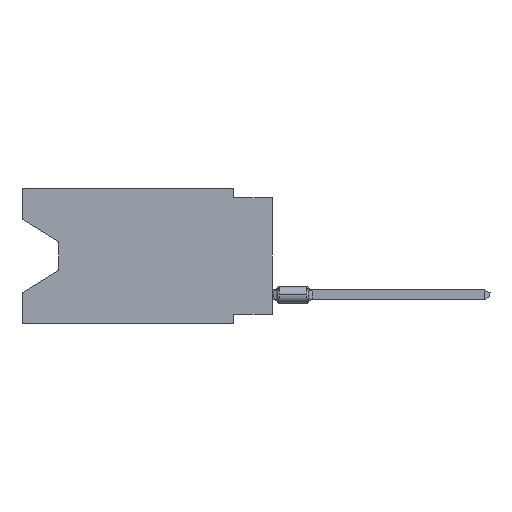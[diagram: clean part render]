
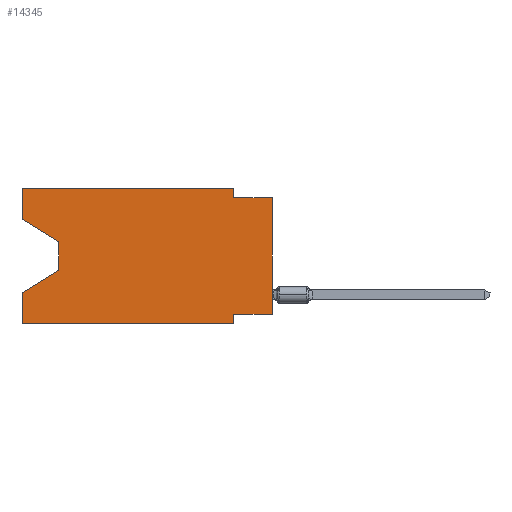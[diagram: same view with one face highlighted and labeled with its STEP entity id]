
A CAD part, left-side view. The second image highlights one B-rep face of the part: STEP entity #14345.
In plain terms, the highlighted planar face has unit normal (-1, 0, 0).
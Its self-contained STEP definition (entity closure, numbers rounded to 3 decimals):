
#18 = CARTESIAN_POINT ( 'NONE',  ( 0., 16.383, 0. ) ) ;
#152 = CARTESIAN_POINT ( 'NONE',  ( 0., 16.383, 0. ) ) ;
#190 = VECTOR ( 'NONE', #9531, 1000. ) ;
#887 = CARTESIAN_POINT ( 'NONE',  ( 0., 16.383, -6.852 ) ) ;
#1003 = CARTESIAN_POINT ( 'NONE',  ( 0., 13.97, -3.505 ) ) ;
#1706 = DIRECTION ( 'NONE',  ( 0., 0., -1. ) ) ;
#2554 = CARTESIAN_POINT ( 'NONE',  ( 0., 0., -0.635 ) ) ;
#3243 = VECTOR ( 'NONE', #27978, 1000. ) ;
#3299 = PLANE ( 'NONE',  #32811 ) ;
#3392 = DIRECTION ( 'NONE',  ( 0., 0.855, -0.519 ) ) ;
#3928 = EDGE_CURVE ( 'NONE', #17504, #12969, #34216, .T. ) ;
#5180 = ORIENTED_EDGE ( 'NONE', *, *, #10258, .F. ) ;
#5539 = EDGE_CURVE ( 'NONE', #34874, #37587, #26868, .T. ) ;
#5727 = CARTESIAN_POINT ( 'NONE',  ( 0., 13.97, -3.505 ) ) ;
#5832 = DIRECTION ( 'NONE',  ( 0., -0.855, -0.519 ) ) ;
#6173 = VERTEX_POINT ( 'NONE', #34482 ) ;
#6379 = ORIENTED_EDGE ( 'NONE', *, *, #11630, .T. ) ;
#7128 = DIRECTION ( 'NONE',  ( 0., -1., 0. ) ) ;
#7475 = EDGE_LOOP ( 'NONE', ( #18331, #6379, #27087, #5180, #26870, #25542, #30550, #9985, #36339, #18041, #27240, #13945 ) ) ;
#9083 = DIRECTION ( 'NONE',  ( 0., 0., -1. ) ) ;
#9531 = DIRECTION ( 'NONE',  ( 0., 0., 1. ) ) ;
#9765 = CARTESIAN_POINT ( 'NONE',  ( 0., 0., -0.635 ) ) ;
#9985 = ORIENTED_EDGE ( 'NONE', *, *, #38907, .T. ) ;
#10053 = CARTESIAN_POINT ( 'NONE',  ( 0., 2.54, -8.89 ) ) ;
#10258 = EDGE_CURVE ( 'NONE', #24981, #34145, #33412, .T. ) ;
#10900 = DIRECTION ( 'NONE',  ( 0., 0., -1. ) ) ;
#10936 = LINE ( 'NONE', #26329, #33222 ) ;
#11323 = DIRECTION ( 'NONE',  ( 0., 0., 1. ) ) ;
#11520 = DIRECTION ( 'NONE',  ( 0., 0., 1. ) ) ;
#11630 = EDGE_CURVE ( 'NONE', #20010, #16774, #26285, .T. ) ;
#12174 = EDGE_CURVE ( 'NONE', #24981, #30727, #30921, .T. ) ;
#12831 = DIRECTION ( 'NONE',  ( 1., 0., 0. ) ) ;
#12969 = VERTEX_POINT ( 'NONE', #26110 ) ;
#13068 = CARTESIAN_POINT ( 'NONE',  ( 0., 16.383, -2.038 ) ) ;
#13084 = CARTESIAN_POINT ( 'NONE',  ( 0., 16.383, 0. ) ) ;
#13597 = VECTOR ( 'NONE', #11520, 1000. ) ;
#13945 = ORIENTED_EDGE ( 'NONE', *, *, #22115, .F. ) ;
#14345 = ADVANCED_FACE ( 'NONE', ( #15787 ), #3299, .F. ) ;
#14668 = DIRECTION ( 'NONE',  ( 0., -1., 0. ) ) ;
#15237 = CARTESIAN_POINT ( 'NONE',  ( 0., 2.54, 0. ) ) ;
#15787 = FACE_OUTER_BOUND ( 'NONE', #7475, .T. ) ;
#15891 = VECTOR ( 'NONE', #5832, 1000. ) ;
#16774 = VERTEX_POINT ( 'NONE', #23678 ) ;
#17090 = EDGE_CURVE ( 'NONE', #12969, #34874, #29424, .T. ) ;
#17504 = VERTEX_POINT ( 'NONE', #38778 ) ;
#18041 = ORIENTED_EDGE ( 'NONE', *, *, #17090, .F. ) ;
#18312 = CARTESIAN_POINT ( 'NONE',  ( 0., 16.383, -2.038 ) ) ;
#18331 = ORIENTED_EDGE ( 'NONE', *, *, #32266, .T. ) ;
#19504 = LINE ( 'NONE', #37475, #30064 ) ;
#19540 = VECTOR ( 'NONE', #3392, 1000. ) ;
#20010 = VERTEX_POINT ( 'NONE', #1003 ) ;
#21376 = EDGE_CURVE ( 'NONE', #32437, #30727, #28985, .T. ) ;
#22115 = EDGE_CURVE ( 'NONE', #29305, #17504, #34218, .T. ) ;
#22282 = DIRECTION ( 'NONE',  ( 0., 1., 0. ) ) ;
#23678 = CARTESIAN_POINT ( 'NONE',  ( 0., 13.97, -5.385 ) ) ;
#24725 = VECTOR ( 'NONE', #14668, 1000. ) ;
#24981 = VERTEX_POINT ( 'NONE', #38715 ) ;
#25542 = ORIENTED_EDGE ( 'NONE', *, *, #21376, .F. ) ;
#25754 = VECTOR ( 'NONE', #10900, 1000. ) ;
#26110 = CARTESIAN_POINT ( 'NONE',  ( 0., 2.54, 0. ) ) ;
#26285 = LINE ( 'NONE', #5727, #25754 ) ;
#26329 = CARTESIAN_POINT ( 'NONE',  ( 0., 0., 0. ) ) ;
#26868 = LINE ( 'NONE', #2554, #24725 ) ;
#26870 = ORIENTED_EDGE ( 'NONE', *, *, #12174, .T. ) ;
#27024 = DIRECTION ( 'NONE',  ( 0., 0., -1. ) ) ;
#27087 = ORIENTED_EDGE ( 'NONE', *, *, #30026, .T. ) ;
#27240 = ORIENTED_EDGE ( 'NONE', *, *, #3928, .F. ) ;
#27379 = LINE ( 'NONE', #18312, #15891 ) ;
#27978 = DIRECTION ( 'NONE',  ( 0., -1., 0. ) ) ;
#28146 = CARTESIAN_POINT ( 'NONE',  ( 0., 2.54, -8.255 ) ) ;
#28985 = LINE ( 'NONE', #10053, #32320 ) ;
#29305 = VERTEX_POINT ( 'NONE', #13068 ) ;
#29424 = LINE ( 'NONE', #15237, #30915 ) ;
#29995 = CARTESIAN_POINT ( 'NONE',  ( 0., 2.54, -8.89 ) ) ;
#30026 = EDGE_CURVE ( 'NONE', #16774, #34145, #31252, .T. ) ;
#30064 = VECTOR ( 'NONE', #22282, 1000. ) ;
#30239 = CARTESIAN_POINT ( 'NONE',  ( 0., 2.54, -0.635 ) ) ;
#30550 = ORIENTED_EDGE ( 'NONE', *, *, #38268, .F. ) ;
#30675 = CARTESIAN_POINT ( 'NONE',  ( 0., 13.97, -5.385 ) ) ;
#30727 = VERTEX_POINT ( 'NONE', #29995 ) ;
#30838 = VECTOR ( 'NONE', #7128, 1000. ) ;
#30915 = VECTOR ( 'NONE', #9083, 1000. ) ;
#30921 = LINE ( 'NONE', #36672, #3243 ) ;
#31226 = CARTESIAN_POINT ( 'NONE',  ( 0., 16.383, 0. ) ) ;
#31252 = LINE ( 'NONE', #30675, #19540 ) ;
#32266 = EDGE_CURVE ( 'NONE', #29305, #20010, #27379, .T. ) ;
#32320 = VECTOR ( 'NONE', #1706, 1000. ) ;
#32437 = VERTEX_POINT ( 'NONE', #28146 ) ;
#32811 = AXIS2_PLACEMENT_3D ( 'NONE', #152, #12831, #27024 ) ;
#33222 = VECTOR ( 'NONE', #11323, 1000. ) ;
#33412 = LINE ( 'NONE', #18, #13597 ) ;
#34145 = VERTEX_POINT ( 'NONE', #887 ) ;
#34216 = LINE ( 'NONE', #13084, #30838 ) ;
#34218 = LINE ( 'NONE', #31226, #190 ) ;
#34482 = CARTESIAN_POINT ( 'NONE',  ( 0., 0., -8.255 ) ) ;
#34874 = VERTEX_POINT ( 'NONE', #30239 ) ;
#36339 = ORIENTED_EDGE ( 'NONE', *, *, #5539, .F. ) ;
#36672 = CARTESIAN_POINT ( 'NONE',  ( 0., 16.383, -8.89 ) ) ;
#37475 = CARTESIAN_POINT ( 'NONE',  ( 0., 0., -8.255 ) ) ;
#37587 = VERTEX_POINT ( 'NONE', #9765 ) ;
#38268 = EDGE_CURVE ( 'NONE', #6173, #32437, #19504, .T. ) ;
#38715 = CARTESIAN_POINT ( 'NONE',  ( 0., 16.383, -8.89 ) ) ;
#38778 = CARTESIAN_POINT ( 'NONE',  ( 0., 16.383, 0. ) ) ;
#38907 = EDGE_CURVE ( 'NONE', #6173, #37587, #10936, .T. ) ;
